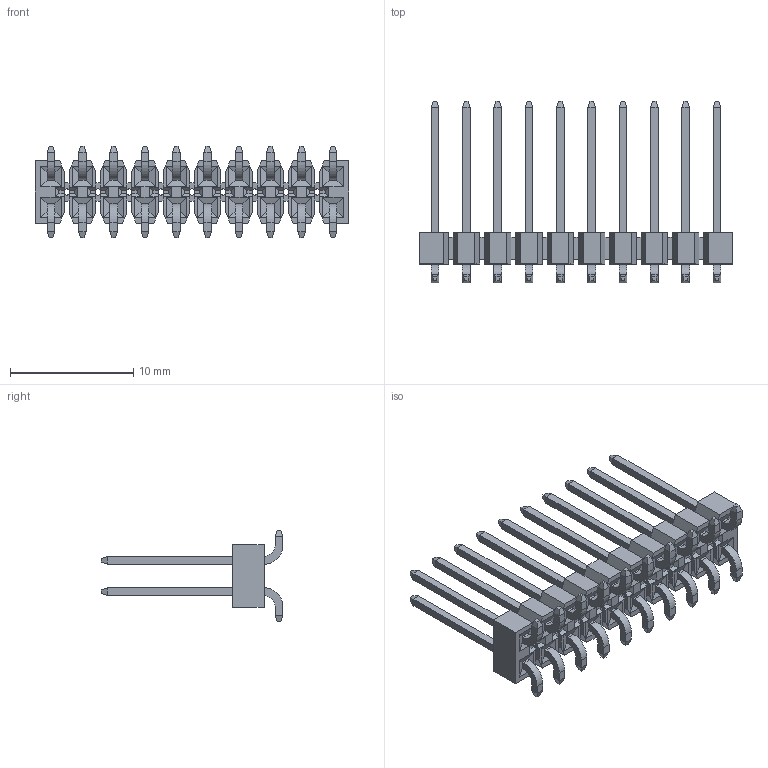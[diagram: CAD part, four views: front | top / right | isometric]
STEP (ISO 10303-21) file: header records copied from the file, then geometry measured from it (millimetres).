
FILE_DESCRIPTION (( 'STEP AP214' ), '1' );
FILE_NAME ('20.STEP', '2020-07-03T18:11:58', ( '' ), ( '' ), 'SwSTEP 2.0', 'SolidWorks 2018', '' );
FILE_SCHEMA (( 'AUTOMOTIVE_DESIGN' ));
Length unit declared in the file: inch
Products named in the file (1): 20
Bounding box: 25.4 x 14.73 x 7.44 mm (x, y, z)
Volume: 372.1 mm3; surface area: 1472.5 mm2
Topology: 21 solids, 21 shells, 921 faces, 2263 edges, 1402 vertices
Faces by surface type: plane 854, cylinder 67
Entity records: 26647 total; most frequent: CARTESIAN_POINT 4587, ORIENTED_EDGE 4526, DIRECTION 4241, EDGE_CURVE 2263, VECTOR 2129, LINE 2129, VERTEX_POINT 1402, AXIS2_PLACEMENT_3D 1056
